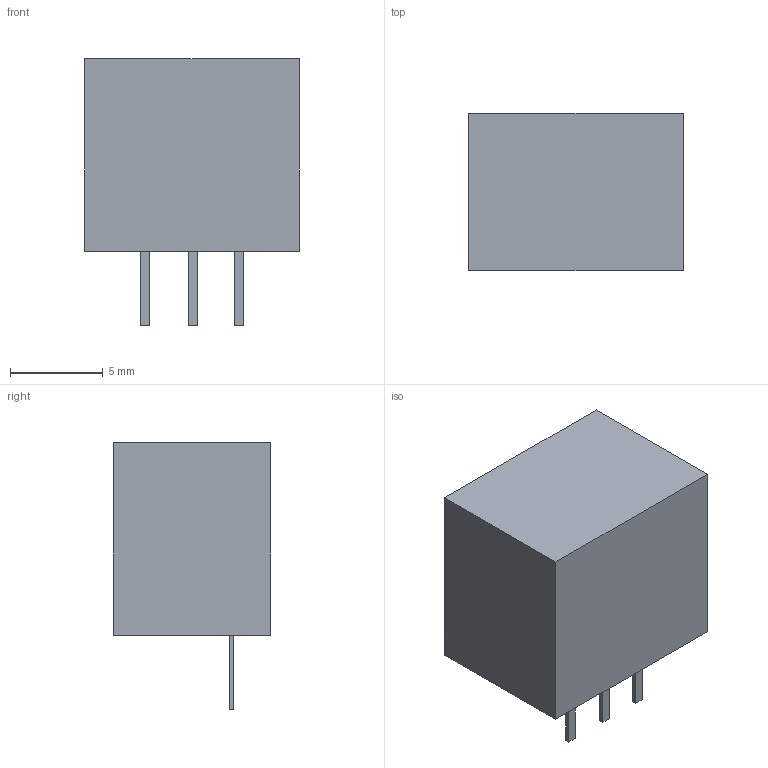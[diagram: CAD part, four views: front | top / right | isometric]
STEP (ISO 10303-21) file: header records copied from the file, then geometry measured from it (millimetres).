
FILE_DESCRIPTION(('FreeCAD Model'),'2;1');
FILE_NAME('Fusion.step','2020-03-08T17:53:35', ('kicad StepUp'),('ksu MCAD'),'Open CASCADE STEP processor 7.3', 'FreeCAD','Unknown');
FILE_SCHEMA(('CONFIG_CONTROL_DESIGN','SHAPE_APPEARANCE_LAYER_MIM'));
Length unit declared in the file: millimetre
Products named in the file (1): Fusion
Bounding box: 11.6 x 8.5 x 14.4 mm (x, y, z)
Volume: 1026.9 mm3; surface area: 633.3 mm2
Topology: 1 solids, 1 shells, 21 faces, 48 edges, 32 vertices
Faces by surface type: plane 21
Entity records: 772 total; most frequent: CARTESIAN_POINT 102, ORIENTED_EDGE 96, DIRECTION 92, EDGE_CURVE 48, LINE 48, VECTOR 48, VERTEX_POINT 32, FACE_BOUND 24
